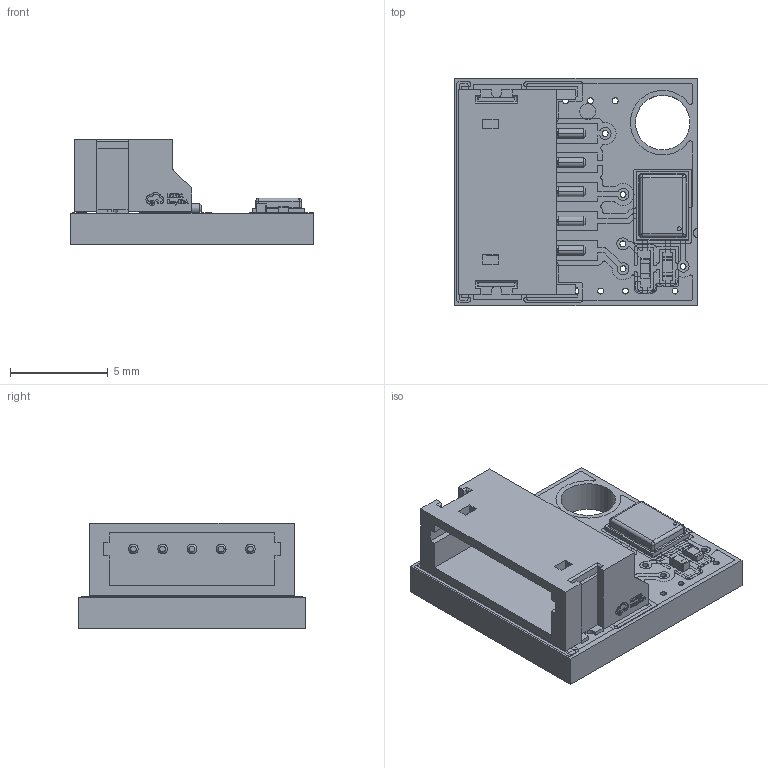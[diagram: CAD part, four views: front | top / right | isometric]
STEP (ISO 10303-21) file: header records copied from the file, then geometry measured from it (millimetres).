
FILE_DESCRIPTION(('Designed by EasyEDA Pro'),'2;1');
FILE_NAME('Open CASCADE Shape Model','2025-04-04T14:26:31',('Author'),( 'Open CASCADE'),'Open CASCADE STEP processor 7.8','Open CASCADE 7.8' ,'Unknown');
FILE_SCHEMA(('AUTOMOTIVE_DESIGN { 1 0 10303 214 1 1 1 1 }'));
Length unit declared in the file: millimetre
Products named in the file (16): EasyEDA PCB Model~KM5P; Board~KM5P; TopCopper~KM5P; BottomCopper~KM5P; TopSilkscreen~KM5P; BottomSilkscreen~KM5P; TopFpcStiffener~KM5P; BottomFpcStiffener~KM5P; C1~C0402~C0402_L1.0-W0.5-H0.5~KM5P; C0402~C0402_L1.0-W0.5-H0.5~KM5P; CN1~CONN-SMD_5P-P1.50_ZX-ZH1.5-5PWT~CONN-SMD_5P-P1.50_
ZX-ZH1.5-5PWT~KM5P; CONN-SMD_5P-P1.50_ZX-ZH1.5-5PWT~CONN-SMD_5P-P1.50_ZX-ZH1.5-5PWT~KM5P; U1~MIC-SMD_6P-L3.5-W2.7-P0.90-BL~MIC-SMD_6P-L3.5-W2.7-P0.90-BL~KM5P; MIC-SMD_6P-L3.5-W2.7-P0.90-BL~MIC-SMD_6P-L3.5-W2.7-P0.90-BL~KM5P; R1~R0402~R_0402_1005Metric~KM5P; R0402~R_0402_1005Metric~KM5P
Assembly tree (15 placements, depth 3):
  EasyEDA PCB Model~KM5P
    Board~KM5P
    TopCopper~KM5P
    BottomCopper~KM5P
    TopSilkscreen~KM5P
    BottomSilkscreen~KM5P
    TopFpcStiffener~KM5P
    BottomFpcStiffener~KM5P
    C1~C0402~C0402_L1.0-W0.5-H0.5~KM5P
      C0402~C0402_L1.0-W0.5-H0.5~KM5P
    CN1~CONN-SMD_5P-P1.50_ZX-ZH1.5-5PWT~CONN-SMD_5P-P1.50_
ZX-ZH1.5-5PWT~KM5P
      CONN-SMD_5P-P1.50_ZX-ZH1.5-5PWT~CONN-SMD_5P-P1.50_ZX-ZH1.5-5PWT~KM5P
    U1~MIC-SMD_6P-L3.5-W2.7-P0.90-BL~MIC-SMD_6P-L3.5-W2.7-P0.90-BL~KM5P
      MIC-SMD_6P-L3.5-W2.7-P0.90-BL~MIC-SMD_6P-L3.5-W2.7-P0.90-BL~KM5P
    R1~R0402~R_0402_1005Metric~KM5P
      R0402~R_0402_1005Metric~KM5P
Bounding box: 12.42 x 11.66 x 5.42 mm (x, y, z)
Volume: 330.8 mm3; surface area: 1085.5 mm2
Topology: 7 solids, 57 shells, 1213 faces, 5112 edges, 4031 vertices
Faces by surface type: plane 704, bspline 312, cylinder 150, cone 20, torus 19, sphere 8
Entity records: 62474 total; most frequent: CARTESIAN_POINT 15661, ORIENTED_EDGE 8183, DIRECTION 7175, EDGE_CURVE 5100, VERTEX_POINT 4031, LINE 3449, VECTOR 3449, AXIS2_PLACEMENT_3D 1863
